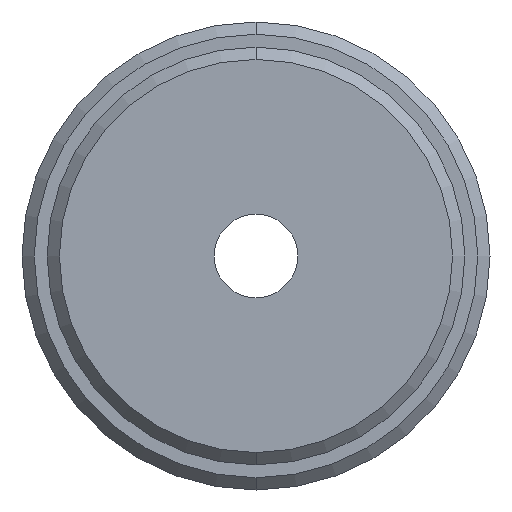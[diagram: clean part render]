
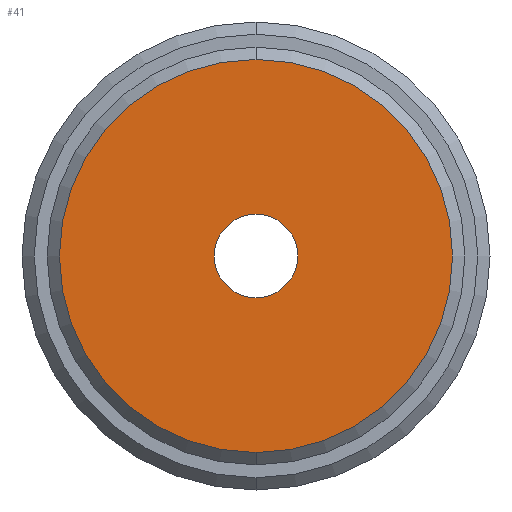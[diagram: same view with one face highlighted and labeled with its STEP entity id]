
A CAD part, front view. The second image highlights one B-rep face of the part: STEP entity #41.
In plain terms, the highlighted planar face has unit normal (0, -1, 0).
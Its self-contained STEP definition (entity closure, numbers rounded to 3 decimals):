
#1 = ORIENTED_EDGE ( 'NONE', *, *, #239, .T. ) ;
#9 = EDGE_LOOP ( 'NONE', ( #1, #709 ) ) ;
#19 = AXIS2_PLACEMENT_3D ( 'NONE', #572, #1003, #406 ) ;
#37 = DIRECTION ( 'NONE',  ( 0., 0., -1. ) ) ;
#41 = ADVANCED_FACE ( 'NONE', ( #939, #963 ), #60, .T. ) ;
#42 = DIRECTION ( 'NONE',  ( 0., -1., 0. ) ) ;
#59 = EDGE_CURVE ( 'NONE', #602, #259, #909, .T. ) ;
#60 = PLANE ( 'NONE',  #19 ) ;
#104 = AXIS2_PLACEMENT_3D ( 'NONE', #116, #634, #37 ) ;
#116 = CARTESIAN_POINT ( 'NONE',  ( 0., 0., 0. ) ) ;
#137 = DIRECTION ( 'NONE',  ( 0., -1., 0. ) ) ;
#182 = CIRCLE ( 'NONE', #104, 8. ) ;
#234 = ORIENTED_EDGE ( 'NONE', *, *, #59, .F. ) ;
#239 = EDGE_CURVE ( 'NONE', #923, #439, #822, .T. ) ;
#259 = VERTEX_POINT ( 'NONE', #741 ) ;
#270 = EDGE_CURVE ( 'NONE', #259, #602, #585, .T. ) ;
#289 = EDGE_CURVE ( 'NONE', #439, #923, #182, .T. ) ;
#346 = CARTESIAN_POINT ( 'NONE',  ( 0., 0., -8. ) ) ;
#406 = DIRECTION ( 'NONE',  ( 0., 0., -1. ) ) ;
#439 = VERTEX_POINT ( 'NONE', #346 ) ;
#466 = DIRECTION ( 'NONE',  ( 0., 0., -1. ) ) ;
#547 = DIRECTION ( 'NONE',  ( 0., 0., -1. ) ) ;
#553 = CARTESIAN_POINT ( 'NONE',  ( 0., 0., 0. ) ) ;
#572 = CARTESIAN_POINT ( 'NONE',  ( 1.7, 0., 0. ) ) ;
#585 = CIRCLE ( 'NONE', #1112, 1.7 ) ;
#602 = VERTEX_POINT ( 'NONE', #1059 ) ;
#604 = DIRECTION ( 'NONE',  ( 0., 0., -1. ) ) ;
#634 = DIRECTION ( 'NONE',  ( 0., -1., 0. ) ) ;
#639 = CARTESIAN_POINT ( 'NONE',  ( 0., 0., 0. ) ) ;
#709 = ORIENTED_EDGE ( 'NONE', *, *, #289, .T. ) ;
#741 = CARTESIAN_POINT ( 'NONE',  ( 0., 0., 1.7 ) ) ;
#752 = CARTESIAN_POINT ( 'NONE',  ( 0., 0., 0. ) ) ;
#753 = CARTESIAN_POINT ( 'NONE',  ( 0., 0., 8. ) ) ;
#760 = EDGE_LOOP ( 'NONE', ( #234, #1074 ) ) ;
#822 = CIRCLE ( 'NONE', #954, 8. ) ;
#909 = CIRCLE ( 'NONE', #1079, 1.7 ) ;
#923 = VERTEX_POINT ( 'NONE', #753 ) ;
#939 = FACE_OUTER_BOUND ( 'NONE', #9, .T. ) ;
#954 = AXIS2_PLACEMENT_3D ( 'NONE', #553, #1073, #466 ) ;
#963 = FACE_BOUND ( 'NONE', #760, .T. ) ;
#1003 = DIRECTION ( 'NONE',  ( 0., -1., 0. ) ) ;
#1059 = CARTESIAN_POINT ( 'NONE',  ( 0., 0., -1.7 ) ) ;
#1074 = ORIENTED_EDGE ( 'NONE', *, *, #270, .F. ) ;
#1073 = DIRECTION ( 'NONE',  ( 0., -1., 0. ) ) ;
#1079 = AXIS2_PLACEMENT_3D ( 'NONE', #752, #137, #604 ) ;
#1112 = AXIS2_PLACEMENT_3D ( 'NONE', #639, #42, #547 ) ;
